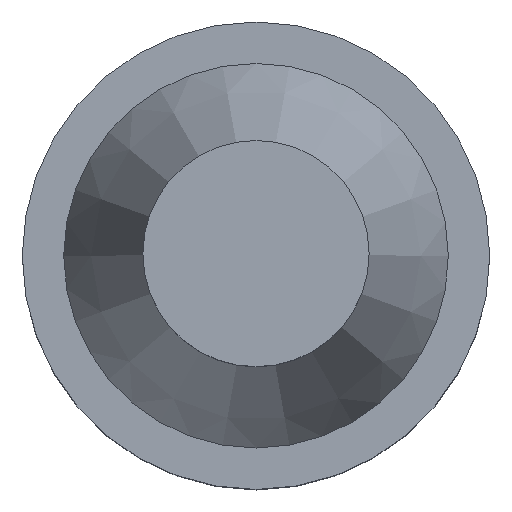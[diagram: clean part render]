
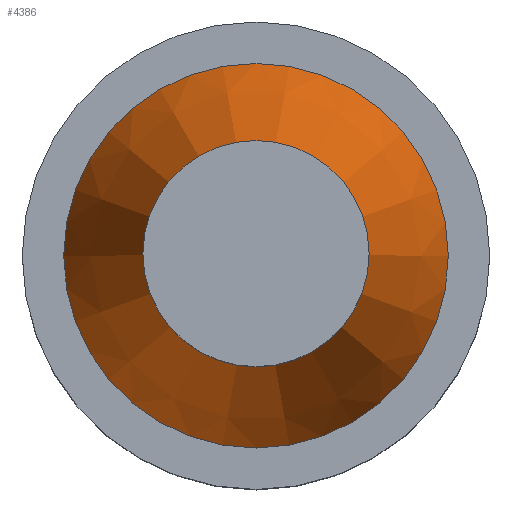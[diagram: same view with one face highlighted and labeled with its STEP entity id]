
A CAD part, top view. The second image highlights one B-rep face of the part: STEP entity #4386.
In plain terms, the highlighted conical face has half-angle 19.926 degrees and reference radius 5.5 mm.
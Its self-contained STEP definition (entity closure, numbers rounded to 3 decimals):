
#56=CONICAL_SURFACE($,#4589,5.5,19.926);
#112=CIRCLE($,#4588,5.5);
#113=CIRCLE($,#4590,12.75);
#707=FACE_OUTER_BOUND($,#1114,.T.);
#785=FACE_BOUND($,#1115,.T.);
#1114=EDGE_LOOP($,(#3982));
#1115=EDGE_LOOP($,(#3983));
#2176=VERTEX_POINT($,#8418);
#2177=VERTEX_POINT($,#8421);
#2780=EDGE_CURVE($,#2176,#2176,#112,.T.);
#2781=EDGE_CURVE($,#2177,#2177,#113,.T.);
#3982=ORIENTED_EDGE($,*,*,#2780,.T.);
#3983=ORIENTED_EDGE($,*,*,#2781,.F.);
#4386=ADVANCED_FACE($,(#707,#785),#56,.T.);
#4588=AXIS2_PLACEMENT_3D($,#8419,#5305,#5306);
#4589=AXIS2_PLACEMENT_3D($,#8420,#5307,#5308);
#4590=AXIS2_PLACEMENT_3D($,#8422,#5309,#5310);
#5305=DIRECTION('center_axis',(0.,0.,-1.));
#5306=DIRECTION('ref_axis',(-1.,0.,0.));
#5307=DIRECTION('center_axis',(0.,0.,-1.));
#5308=DIRECTION('ref_axis',(1.,0.,0.));
#5309=DIRECTION('center_axis',(0.,0.,-1.));
#5310=DIRECTION('ref_axis',(1.,0.,0.));
#8418=CARTESIAN_POINT('',(-5.5,0.,39.));
#8419=CARTESIAN_POINT('Origin',(0.,0.,39.));
#8420=CARTESIAN_POINT('Origin',(0.,0.,39.));
#8421=CARTESIAN_POINT('',(-12.75,0.,19.));
#8422=CARTESIAN_POINT('Origin',(0.,0.,19.));
